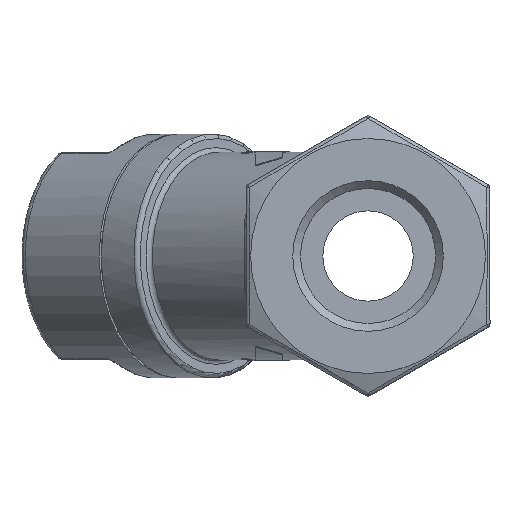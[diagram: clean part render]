
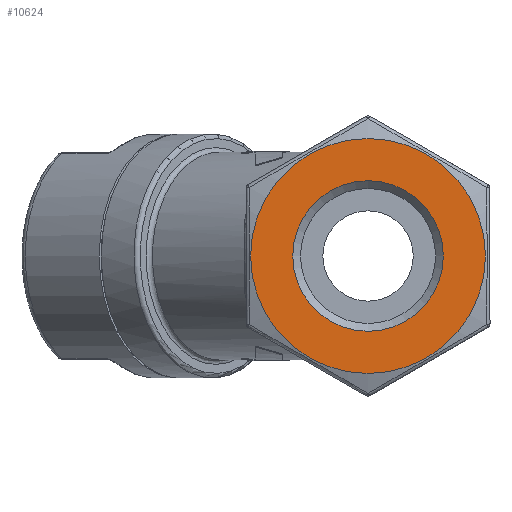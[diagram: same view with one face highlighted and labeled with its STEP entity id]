
A CAD part, left-side view. The second image highlights one B-rep face of the part: STEP entity #10624.
In plain terms, the highlighted planar face has unit normal (-1, 0, 0).
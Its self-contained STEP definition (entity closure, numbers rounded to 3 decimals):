
#7395 = ORIENTED_EDGE ( 'NONE', *, *, #21197, .F. ) ;
#7423 = ORIENTED_EDGE ( 'NONE', *, *, #21214, .F. ) ;
#10624 = ADVANCED_FACE ( 'NONE', ( #24456, #24458 ), #24459, .F. ) ;
#11872 = CIRCLE ( 'NONE', #11875, 8.331 ) ;
#11875 = AXIS2_PLACEMENT_3D ( 'NONE', #31353, #31354, #31355 ) ;
#11884 = AXIS2_PLACEMENT_3D ( 'NONE', #31448, #31449, #31450 ) ;
#11886 = CIRCLE ( 'NONE', #11884, 13. ) ;
#14657 = EDGE_LOOP ( 'NONE', ( #7423 ) ) ;
#17663 = AXIS2_PLACEMENT_3D ( 'NONE', #24468, #24469, #24470 ) ;
#21197 = EDGE_CURVE ( 'NONE', #27325, #27325, #11872, .T. ) ;
#21214 = EDGE_CURVE ( 'NONE', #33334, #33334, #11886, .T. ) ;
#24456 = FACE_OUTER_BOUND ( 'NONE', #14657, .T. ) ;
#24458 = FACE_BOUND ( 'NONE', #27575, .T. ) ;
#24459 = PLANE ( 'NONE',  #17663 ) ;
#24468 = CARTESIAN_POINT ( 'NONE',  ( 0., 0., 0. ) ) ;
#24469 = DIRECTION ( 'NONE',  ( 1., 0., 0. ) ) ;
#24470 = DIRECTION ( 'NONE',  ( 0., 0., -1. ) ) ;
#27325 = VERTEX_POINT ( 'NONE', #33329 ) ;
#27575 = EDGE_LOOP ( 'NONE', ( #7395 ) ) ;
#31353 = CARTESIAN_POINT ( 'NONE',  ( 0., 0., 0. ) ) ;
#31354 = DIRECTION ( 'NONE',  ( -1., 0., 0. ) ) ;
#31355 = DIRECTION ( 'NONE',  ( 0., 0., 1. ) ) ;
#31448 = CARTESIAN_POINT ( 'NONE',  ( 0., 0., 0. ) ) ;
#31449 = DIRECTION ( 'NONE',  ( 1., 0., 0. ) ) ;
#31450 = DIRECTION ( 'NONE',  ( 0., 0., -1. ) ) ;
#33329 = CARTESIAN_POINT ( 'NONE',  ( 0., 0., 8.331 ) ) ;
#33334 = VERTEX_POINT ( 'NONE', #33338 ) ;
#33338 = CARTESIAN_POINT ( 'NONE',  ( 0., 0., -13. ) ) ;
